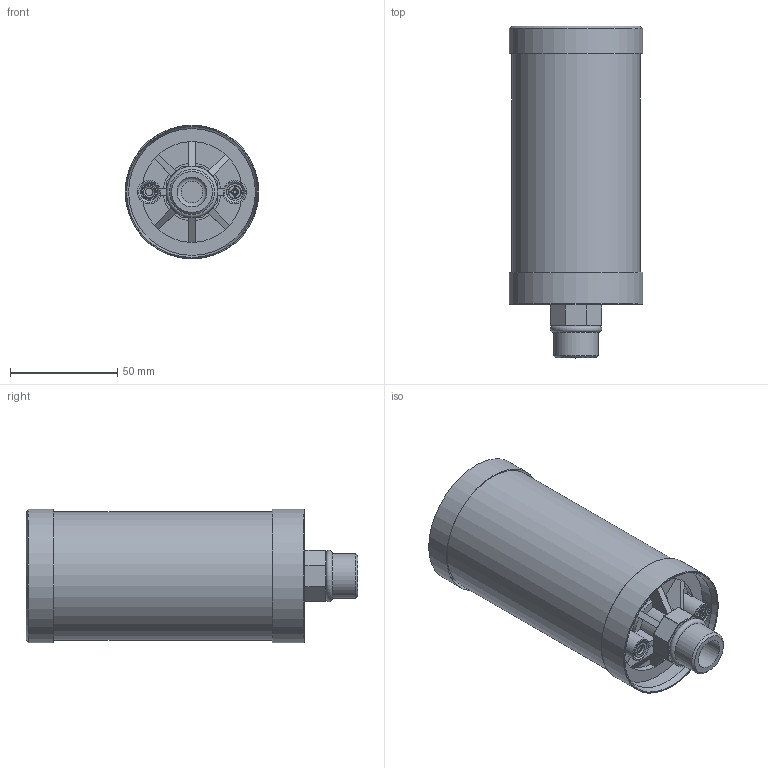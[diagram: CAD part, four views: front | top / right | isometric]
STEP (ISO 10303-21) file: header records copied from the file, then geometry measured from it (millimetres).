
FILE_DESCRIPTION (( 'STEP AP214' ), '1' );
FILE_NAME ('05.0010.17 VV-RV_1L_F_11_V2_X_G12m.STEP', '2023-01-26T13:41:48', ( '' ), ( '' ), 'SwSTEP 2.0', 'SolidWorks 2020', '' );
FILE_SCHEMA (( 'AUTOMOTIVE_DESIGN' ));
Length unit declared in the file: millimetre
Products named in the file (1): 05.0010.17 VV-RV_1L_F_11_V2_X_G12m
Bounding box: 62.5 x 155 x 62.5 mm (x, y, z)
Volume: 104975.8 mm3; surface area: 80125.5 mm2
Topology: 8 solids, 10 shells, 380 faces, 926 edges, 566 vertices
Faces by surface type: cylinder 164, plane 130, torus 48, sphere 16, cone 13, bspline 9
Full cylindrical faces by diameter (mm): 1.669 x2, 3 x44, 3.5 x2, 5 x4, 5.85 x2, 7.8 x6, 10 x1, 11 x2, 14 x1, 14.95 x1, 16.662 x1, 18 x1, 19.4 x1, 20 x1, 20.995 x1, 24.6 x1, 30 x1, 53 x1, 53.5 x1, 54 x1, 59 x1, 59.2 x1, 60 x3, 60.3 x1, 60.5 x1, 62.3 x1, 62.5 x1
Entity records: 18482 total; most frequent: CARTESIAN_POINT 7446, DIRECTION 1566, ORIENTED_EDGE 1342, EDGE_CURVE 671, AXIS2_PLACEMENT_3D 627, EDGE_LOOP 464, VERTEX_POINT 453, FACE_OUTER_BOUND 403
